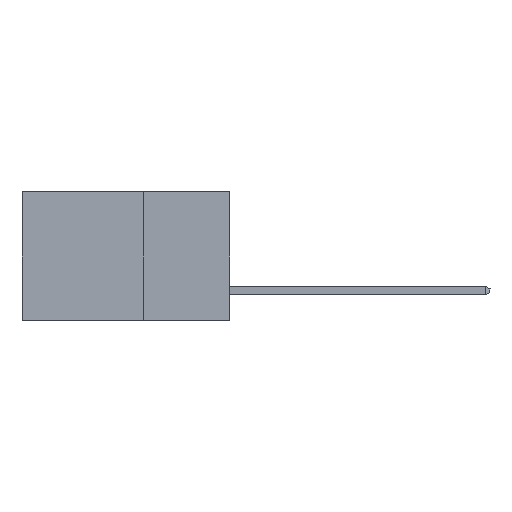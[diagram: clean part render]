
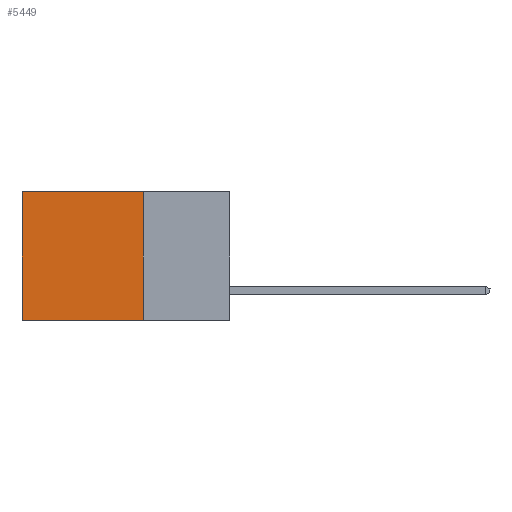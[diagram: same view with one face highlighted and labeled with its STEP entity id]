
A CAD part, left-side view. The second image highlights one B-rep face of the part: STEP entity #5449.
In plain terms, the highlighted planar face has unit normal (-1, 0, 0).
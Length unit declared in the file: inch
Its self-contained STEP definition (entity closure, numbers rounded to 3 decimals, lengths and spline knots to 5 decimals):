
#378 = CARTESIAN_POINT ( 'NONE',  ( 0.2615, 0.6, -0.37 ) ) ;
#1533 = CARTESIAN_POINT ( 'NONE',  ( 0.2615, 0.25, -0.37 ) ) ;
#1564 = DIRECTION ( 'NONE',  ( 0., 0., -1. ) ) ;
#1823 = FACE_OUTER_BOUND ( 'NONE', #23185, .T. ) ;
#2339 = LINE ( 'NONE', #12328, #11617 ) ;
#3549 = CARTESIAN_POINT ( 'NONE',  ( 0.2615, 0.6, 0. ) ) ;
#3749 = VERTEX_POINT ( 'NONE', #3549 ) ;
#4088 = LINE ( 'NONE', #1533, #9035 ) ;
#4983 = DIRECTION ( 'NONE',  ( 0., 1., 0. ) ) ;
#5227 = ORIENTED_EDGE ( 'NONE', *, *, #7128, .T. ) ;
#5449 = ADVANCED_FACE ( 'NONE', ( #1823 ), #11335, .F. ) ;
#6393 = VECTOR ( 'NONE', #17325, 39.37008 ) ;
#6673 = EDGE_CURVE ( 'NONE', #12754, #7299, #4088, .T. ) ;
#7128 = EDGE_CURVE ( 'NONE', #12754, #3749, #17425, .T. ) ;
#7274 = EDGE_CURVE ( 'NONE', #3749, #11279, #20167, .T. ) ;
#7299 = VERTEX_POINT ( 'NONE', #16332 ) ;
#7474 = ORIENTED_EDGE ( 'NONE', *, *, #22310, .F. ) ;
#9035 = VECTOR ( 'NONE', #1564, 39.37008 ) ;
#11095 = DIRECTION ( 'NONE',  ( 1., 0., 0. ) ) ;
#11155 = CARTESIAN_POINT ( 'NONE',  ( 0.2615, 0.25, -0.37 ) ) ;
#11279 = VERTEX_POINT ( 'NONE', #378 ) ;
#11335 = PLANE ( 'NONE',  #16200 ) ;
#11617 = VECTOR ( 'NONE', #4983, 39.37008 ) ;
#12328 = CARTESIAN_POINT ( 'NONE',  ( 0.2615, 0.25, -0.37 ) ) ;
#12611 = ORIENTED_EDGE ( 'NONE', *, *, #7274, .T. ) ;
#12754 = VERTEX_POINT ( 'NONE', #16054 ) ;
#13076 = DIRECTION ( 'NONE',  ( 0., 0., -1. ) ) ;
#13309 = VECTOR ( 'NONE', #20814, 39.37008 ) ;
#16054 = CARTESIAN_POINT ( 'NONE',  ( 0.2615, 0.25, 0. ) ) ;
#16200 = AXIS2_PLACEMENT_3D ( 'NONE', #11155, #11095, #13076 ) ;
#16332 = CARTESIAN_POINT ( 'NONE',  ( 0.2615, 0.25, -0.37 ) ) ;
#17325 = DIRECTION ( 'NONE',  ( 0., 0., -1. ) ) ;
#17377 = CARTESIAN_POINT ( 'NONE',  ( 0.2615, 0.6, -0.37 ) ) ;
#17425 = LINE ( 'NONE', #20867, #13309 ) ;
#20167 = LINE ( 'NONE', #17377, #6393 ) ;
#20814 = DIRECTION ( 'NONE',  ( 0., 1., 0. ) ) ;
#20867 = CARTESIAN_POINT ( 'NONE',  ( 0.2615, 0.25, 0. ) ) ;
#21857 = ORIENTED_EDGE ( 'NONE', *, *, #6673, .F. ) ;
#22310 = EDGE_CURVE ( 'NONE', #7299, #11279, #2339, .T. ) ;
#23185 = EDGE_LOOP ( 'NONE', ( #12611, #7474, #21857, #5227 ) ) ;
